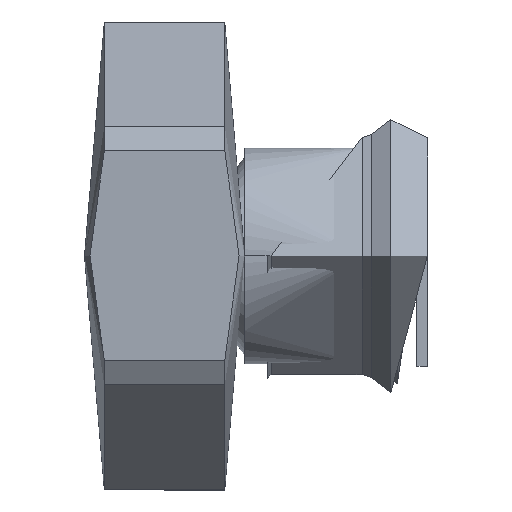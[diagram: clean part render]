
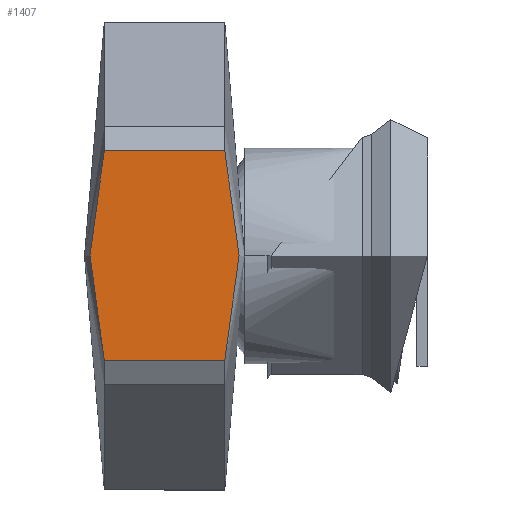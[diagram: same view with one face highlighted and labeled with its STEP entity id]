
A CAD part, top view. The second image highlights one B-rep face of the part: STEP entity #1407.
In plain terms, the highlighted free-form (B-spline) face has degree [1, 1] with [2, 2] control points.
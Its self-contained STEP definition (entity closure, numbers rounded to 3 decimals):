
#1407 = ADVANCED_FACE('',(#1408),#1456,.T.);
#1408 = FACE_BOUND('',#1409,.T.);
#1409 = EDGE_LOOP('',(#1410,#1420,#1427,#1435,#1443,#1450));
#1410 = ORIENTED_EDGE('',*,*,#1411,.F.);
#1411 = EDGE_CURVE('',#1412,#1414,#1416,.T.);
#1412 = VERTEX_POINT('',#1413);
#1413 = CARTESIAN_POINT('',(-27.5,2.598,13.759));
#1414 = VERTEX_POINT('',#1415);
#1415 = CARTESIAN_POINT('',(-27.5,0.722,
    0.));
#1416 = ( BOUNDED_CURVE() B_SPLINE_CURVE(2,(#1417,#1418,#1419),
.UNSPECIFIED.,.F.,.F.) B_SPLINE_CURVE_WITH_KNOTS((3,3),(0.,
1.389),.PIECEWISE_BEZIER_KNOTS.) CURVE() 
GEOMETRIC_REPRESENTATION_ITEM() RATIONAL_B_SPLINE_CURVE((1.,
1.059,1.059)) REPRESENTATION_ITEM('') );
#1417 = CARTESIAN_POINT('',(-27.5,2.598,13.759));
#1418 = CARTESIAN_POINT('',(-27.5,0.722,6.496));
#1419 = CARTESIAN_POINT('',(-27.5,0.722,0.));
#1420 = ORIENTED_EDGE('',*,*,#1421,.F.);
#1421 = EDGE_CURVE('',#1422,#1412,#1424,.T.);
#1422 = VERTEX_POINT('',#1423);
#1423 = CARTESIAN_POINT('',(-27.5,18.402,13.759));
#1424 = B_SPLINE_CURVE_WITH_KNOTS('',1,(#1425,#1426),.UNSPECIFIED.,.F.,
  .F.,(2,2),(-0.79,0.79),.PIECEWISE_BEZIER_KNOTS.);
#1425 = CARTESIAN_POINT('',(-27.5,18.402,13.759));
#1426 = CARTESIAN_POINT('',(-27.5,2.598,13.759));
#1427 = ORIENTED_EDGE('',*,*,#1428,.F.);
#1428 = EDGE_CURVE('',#1429,#1422,#1431,.T.);
#1429 = VERTEX_POINT('',#1430);
#1430 = CARTESIAN_POINT('',(-27.5,20.278,
    0.));
#1431 = ( BOUNDED_CURVE() B_SPLINE_CURVE(2,(#1432,#1433,#1434),
.UNSPECIFIED.,.F.,.F.) B_SPLINE_CURVE_WITH_KNOTS((3,3),(1.389,
2.777),.PIECEWISE_BEZIER_KNOTS.) CURVE() 
GEOMETRIC_REPRESENTATION_ITEM() RATIONAL_B_SPLINE_CURVE((1.059,
1.059,1.)) REPRESENTATION_ITEM('') );
#1432 = CARTESIAN_POINT('',(-27.5,20.278,0.));
#1433 = CARTESIAN_POINT('',(-27.5,20.278,6.496));
#1434 = CARTESIAN_POINT('',(-27.5,18.402,13.759));
#1435 = ORIENTED_EDGE('',*,*,#1436,.F.);
#1436 = EDGE_CURVE('',#1437,#1429,#1439,.T.);
#1437 = VERTEX_POINT('',#1438);
#1438 = CARTESIAN_POINT('',(-27.5,18.402,-13.759));
#1439 = ( BOUNDED_CURVE() B_SPLINE_CURVE(2,(#1440,#1441,#1442),
.UNSPECIFIED.,.F.,.F.) B_SPLINE_CURVE_WITH_KNOTS((3,3),(0.,
1.389),.PIECEWISE_BEZIER_KNOTS.) CURVE() 
GEOMETRIC_REPRESENTATION_ITEM() RATIONAL_B_SPLINE_CURVE((1.,
1.059,1.059)) REPRESENTATION_ITEM('') );
#1440 = CARTESIAN_POINT('',(-27.5,18.402,-13.759));
#1441 = CARTESIAN_POINT('',(-27.5,20.278,-6.496));
#1442 = CARTESIAN_POINT('',(-27.5,20.278,0.));
#1443 = ORIENTED_EDGE('',*,*,#1444,.F.);
#1444 = EDGE_CURVE('',#1445,#1437,#1447,.T.);
#1445 = VERTEX_POINT('',#1446);
#1446 = CARTESIAN_POINT('',(-27.5,2.598,-13.759));
#1447 = B_SPLINE_CURVE_WITH_KNOTS('',1,(#1448,#1449),.UNSPECIFIED.,.F.,
  .F.,(2,2),(-0.79,0.79),.PIECEWISE_BEZIER_KNOTS.);
#1448 = CARTESIAN_POINT('',(-27.5,2.598,-13.759));
#1449 = CARTESIAN_POINT('',(-27.5,18.402,-13.759));
#1450 = ORIENTED_EDGE('',*,*,#1451,.F.);
#1451 = EDGE_CURVE('',#1414,#1445,#1452,.T.);
#1452 = ( BOUNDED_CURVE() B_SPLINE_CURVE(2,(#1453,#1454,#1455),
.UNSPECIFIED.,.F.,.F.) B_SPLINE_CURVE_WITH_KNOTS((3,3),(1.389,
2.777),.PIECEWISE_BEZIER_KNOTS.) CURVE() 
GEOMETRIC_REPRESENTATION_ITEM() RATIONAL_B_SPLINE_CURVE((1.059,
1.059,1.)) REPRESENTATION_ITEM('') );
#1453 = CARTESIAN_POINT('',(-27.5,0.722,0.));
#1454 = CARTESIAN_POINT('',(-27.5,0.722,-6.496));
#1455 = CARTESIAN_POINT('',(-27.5,2.598,-13.759));
#1456 = B_SPLINE_SURFACE_WITH_KNOTS('',1,1,(
    (#1457,#1458)
    ,(#1459,#1460
    )),.UNSPECIFIED.,.F.,.F.,.F.,(2,2),(2,2),(-2.753,
    0.001),(-0.097,2.197),
  .PIECEWISE_BEZIER_KNOTS.);
#1457 = CARTESIAN_POINT('',(-27.5,-0.966,-13.769));
#1458 = CARTESIAN_POINT('',(-27.5,21.966,-13.769));
#1459 = CARTESIAN_POINT('',(-27.5,-0.966,13.769));
#1460 = CARTESIAN_POINT('',(-27.5,21.966,13.769));
